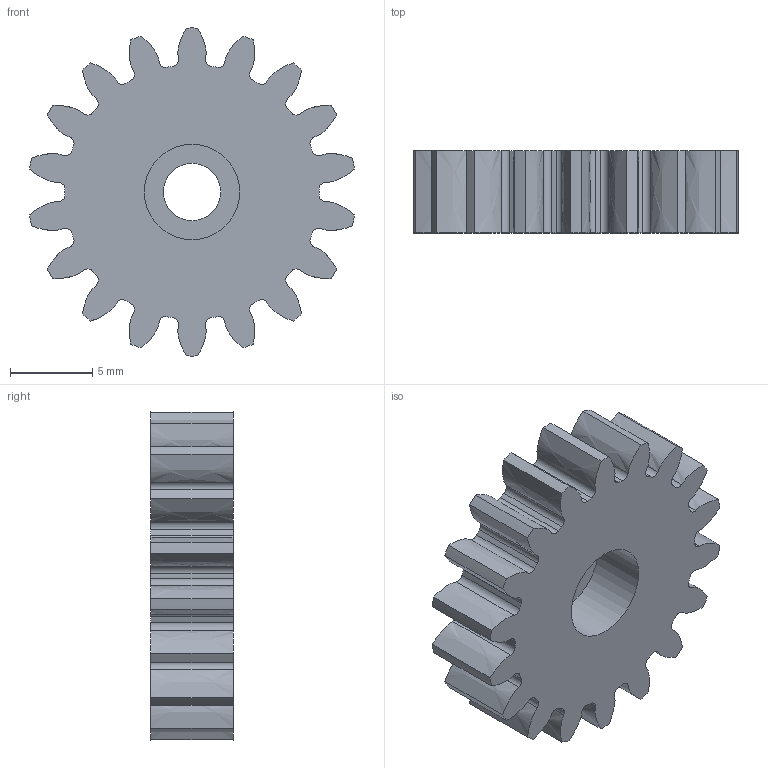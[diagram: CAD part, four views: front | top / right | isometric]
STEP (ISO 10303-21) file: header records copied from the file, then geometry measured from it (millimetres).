
FILE_DESCRIPTION(/* description */ ('STEP AP242','CAx-IF Rec.Pracs.---Representation and Presentation of Product Manufacturing Information (PMI)---4.0---2014-10-13','CAx-IF Rec.Pracs.---3D Tessellated Geometry---0.4---2014-09-14','2;1'),/* implementation_level */ '2;1');
FILE_NAME(/* name */ 'Part Studio 1 - Spur gear (18 teeth)',/* time_stamp */ '2025-09-22T03:41:48Z',/* author */ (''),/* organization */ (''),/* preprocessor_version */ 'ST-DEVELOPER v20',/* originating_system */ 'ONSHAPE BY PTC INC, 1.204',/* authorisation */ ' ');
FILE_SCHEMA (('AP242_MANAGED_MODEL_BASED_3D_ENGINEERING_MIM_LF { 1 0 10303 442 1 1 4 }'));
Length unit declared in the file: metre
Products named in the file (1): Spur gear (18 teeth)
Bounding box: 19.8 x 5 x 20 mm (x, y, z)
Volume: 1135.5 mm3; surface area: 1121.5 mm2
Topology: 1 solids, 1 shells, 113 faces, 331 edges, 221 vertices
Faces by surface type: cylinder 74, bspline 36, plane 3
Full cylindrical faces by diameter (mm): 3.5 x1, 5.81 x1
Entity records: 6924 total; most frequent: CARTESIAN_POINT 4010, ORIENTED_EDGE 656, DIRECTION 560, EDGE_CURVE 328, AXIS2_PLACEMENT_3D 226, VERTEX_POINT 220, CIRCLE 148, EDGE_LOOP 118
